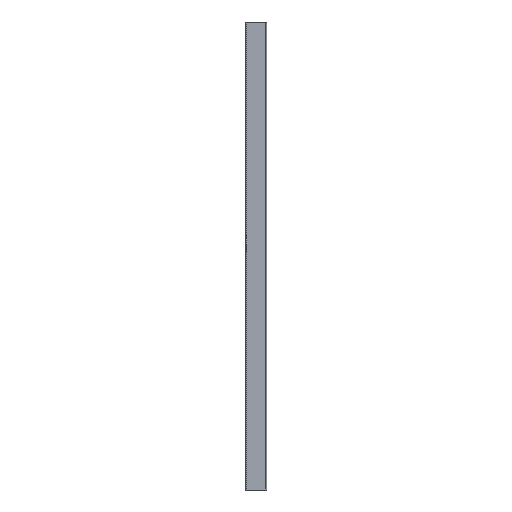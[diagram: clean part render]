
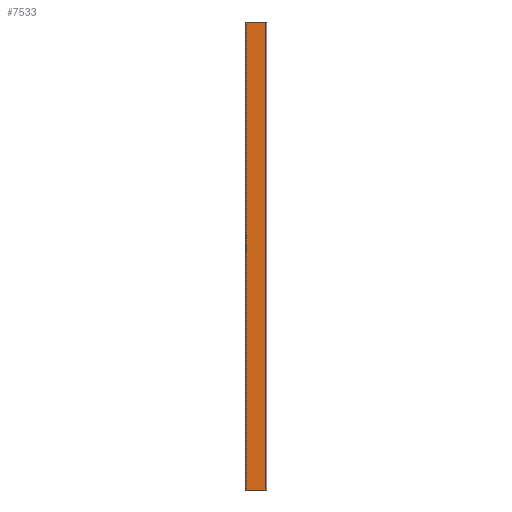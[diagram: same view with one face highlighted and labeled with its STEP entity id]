
A CAD part, front view. The second image highlights one B-rep face of the part: STEP entity #7533.
In plain terms, the highlighted planar face has unit normal (0, -1, 0).
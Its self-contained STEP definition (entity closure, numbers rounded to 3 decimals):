
#1229 = EDGE_CURVE ( 'NONE', #3537, #20257, #29772, .T. ) ;
#2334 = CARTESIAN_POINT ( 'NONE',  ( 3., -85., 2000. ) ) ;
#2646 = LINE ( 'NONE', #3303, #34847 ) ;
#3303 = CARTESIAN_POINT ( 'NONE',  ( 3., -85., 0. ) ) ;
#3340 = VECTOR ( 'NONE', #4106, 1000. ) ;
#3537 = VERTEX_POINT ( 'NONE', #23157 ) ;
#4106 = DIRECTION ( 'NONE',  ( 0., 0., -1. ) ) ;
#4572 = EDGE_CURVE ( 'NONE', #3537, #34025, #29363, .T. ) ;
#6607 = CARTESIAN_POINT ( 'NONE',  ( 3., -85., 2000. ) ) ;
#6824 = EDGE_CURVE ( 'NONE', #20257, #10814, #28226, .T. ) ;
#7482 = DIRECTION ( 'NONE',  ( 0., -1., 0. ) ) ;
#7533 = ADVANCED_FACE ( 'NONE', ( #28664 ), #26161, .T. ) ;
#10814 = VERTEX_POINT ( 'NONE', #19748 ) ;
#13382 = CARTESIAN_POINT ( 'NONE',  ( 87., -85., 0. ) ) ;
#15837 = DIRECTION ( 'NONE',  ( -1., 0., 0. ) ) ;
#15883 = CARTESIAN_POINT ( 'NONE',  ( 87., -85., 2000. ) ) ;
#18213 = ORIENTED_EDGE ( 'NONE', *, *, #1229, .T. ) ;
#19234 = EDGE_LOOP ( 'NONE', ( #24374, #28656, #18213, #36640 ) ) ;
#19748 = CARTESIAN_POINT ( 'NONE',  ( 3., -85., 0. ) ) ;
#20257 = VERTEX_POINT ( 'NONE', #2334 ) ;
#21247 = CARTESIAN_POINT ( 'NONE',  ( 3., -85., 2000. ) ) ;
#21476 = VECTOR ( 'NONE', #36632, 1000. ) ;
#23157 = CARTESIAN_POINT ( 'NONE',  ( 87., -85., 2000. ) ) ;
#24374 = ORIENTED_EDGE ( 'NONE', *, *, #38622, .F. ) ;
#26161 = PLANE ( 'NONE',  #28747 ) ;
#27064 = DIRECTION ( 'NONE',  ( 0., 0., -1. ) ) ;
#28226 = LINE ( 'NONE', #6607, #3340 ) ;
#28656 = ORIENTED_EDGE ( 'NONE', *, *, #4572, .F. ) ;
#28664 = FACE_OUTER_BOUND ( 'NONE', #19234, .T. ) ;
#28747 = AXIS2_PLACEMENT_3D ( 'NONE', #35429, #7482, #29295 ) ;
#29295 = DIRECTION ( 'NONE',  ( 0., 0., -1. ) ) ;
#29363 = LINE ( 'NONE', #15883, #36662 ) ;
#29772 = LINE ( 'NONE', #21247, #21476 ) ;
#34025 = VERTEX_POINT ( 'NONE', #13382 ) ;
#34847 = VECTOR ( 'NONE', #15837, 1000. ) ;
#35429 = CARTESIAN_POINT ( 'NONE',  ( 3., -85., 2000. ) ) ;
#36632 = DIRECTION ( 'NONE',  ( -1., 0., 0. ) ) ;
#36640 = ORIENTED_EDGE ( 'NONE', *, *, #6824, .T. ) ;
#36662 = VECTOR ( 'NONE', #27064, 1000. ) ;
#38622 = EDGE_CURVE ( 'NONE', #34025, #10814, #2646, .T. ) ;
